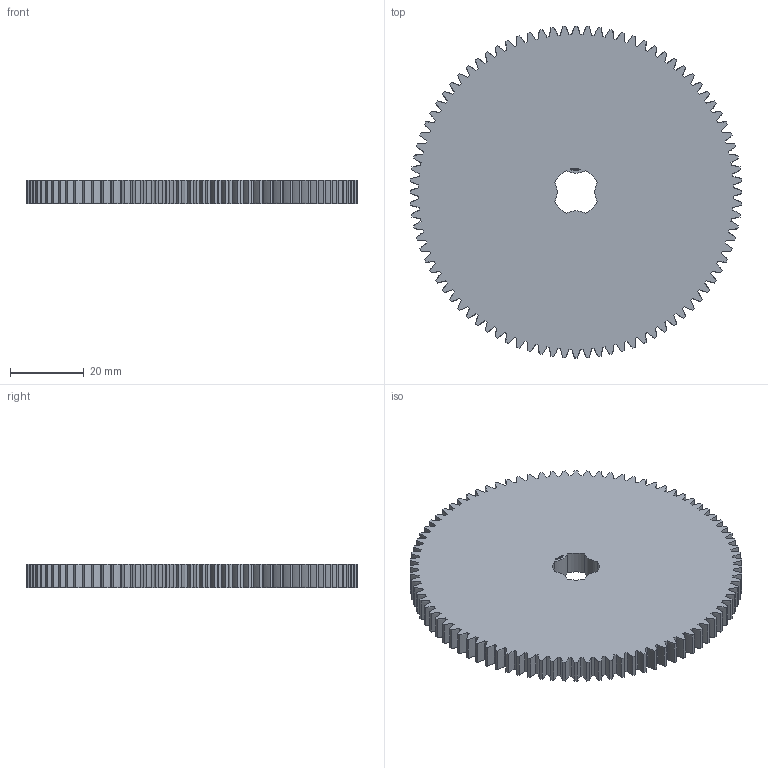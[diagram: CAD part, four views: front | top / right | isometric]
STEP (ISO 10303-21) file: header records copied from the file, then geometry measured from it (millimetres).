
FILE_DESCRIPTION(('FreeCAD Model'),'2;1');
FILE_NAME('Open CASCADE Shape Model','2024-03-11T23:21:01',(''),(''), 'Open CASCADE STEP processor 7.6','FreeCAD','Unknown');
FILE_SCHEMA(('AUTOMOTIVE_DESIGN { 1 0 10303 214 1 1 1 1 }'));
Products named in the file (1): Gear Wheel PLN TTH88 BU00.50 SFT-SHD - SPN-GWH-0330 (stemfie.org)
Bounding box: 90 x 90 x 6.25 mm (x, y, z)
Volume: 37206.1 mm3; surface area: 15638.7 mm2
Topology: 1 solids, 1 shells, 862 faces, 2490 edges, 1660 vertices
Faces by surface type: extrusion 536, plane 318, cylinder 8
Entity records: 83085 total; most frequent: CARTESIAN_POINT 31203, DIRECTION 6532, VECTOR 5830, LINE 5294, ORIENTED_EDGE 4980, PCURVE 4980, DEFINITIONAL_REPRESENTATION 4980, B_SPLINE_CURVE_WITH_KNOTS 2680
